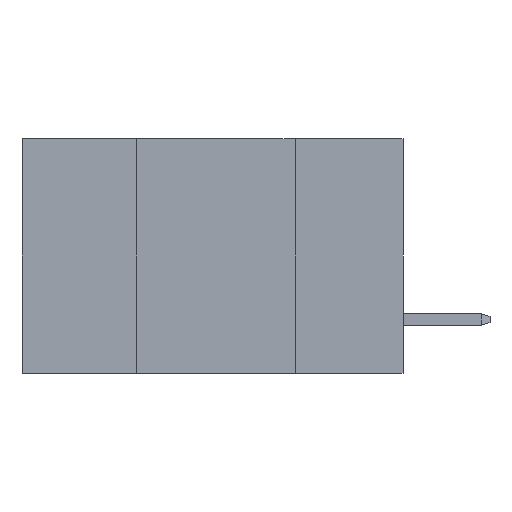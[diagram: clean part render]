
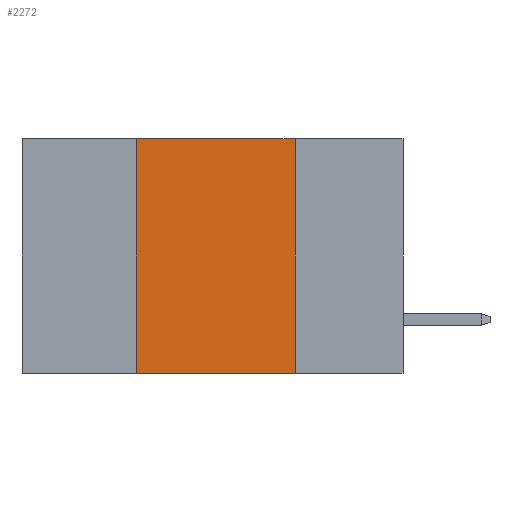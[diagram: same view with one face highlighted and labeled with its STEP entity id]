
A CAD part, left-side view. The second image highlights one B-rep face of the part: STEP entity #2272.
In plain terms, the highlighted planar face has unit normal (-1, 0, 0).
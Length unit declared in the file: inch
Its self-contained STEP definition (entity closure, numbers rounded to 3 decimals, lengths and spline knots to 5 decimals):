
#719 = LINE ( 'NONE', #13682, #20950 ) ;
#1491 = AXIS2_PLACEMENT_3D ( 'NONE', #17937, #28595, #18587 ) ;
#2222 = EDGE_CURVE ( 'NONE', #3952, #5476, #27793, .T. ) ;
#2272 = ADVANCED_FACE ( 'NONE', ( #3327 ), #30894, .F. ) ;
#3327 = FACE_OUTER_BOUND ( 'NONE', #14994, .T. ) ;
#3952 = VERTEX_POINT ( 'NONE', #25205 ) ;
#5476 = VERTEX_POINT ( 'NONE', #31432 ) ;
#7062 = EDGE_CURVE ( 'NONE', #21134, #5476, #719, .T. ) ;
#7111 = CARTESIAN_POINT ( 'NONE',  ( 0., 0.6, -0.37 ) ) ;
#9665 = DIRECTION ( 'NONE',  ( 0., -1., 0. ) ) ;
#9742 = DIRECTION ( 'NONE',  ( 0., -1., 0. ) ) ;
#11644 = VECTOR ( 'NONE', #9665, 39.37008 ) ;
#12700 = VECTOR ( 'NONE', #26839, 39.37008 ) ;
#12958 = ORIENTED_EDGE ( 'NONE', *, *, #19032, .F. ) ;
#13682 = CARTESIAN_POINT ( 'NONE',  ( 0., 0.17, 0. ) ) ;
#14203 = CARTESIAN_POINT ( 'NONE',  ( 0., 0.42, 0. ) ) ;
#14366 = LINE ( 'NONE', #14203, #12700 ) ;
#14994 = EDGE_LOOP ( 'NONE', ( #22463, #17759, #12958, #21589 ) ) ;
#16162 = CARTESIAN_POINT ( 'NONE',  ( 0., 0.42, 0. ) ) ;
#17064 = LINE ( 'NONE', #32001, #11644 ) ;
#17759 = ORIENTED_EDGE ( 'NONE', *, *, #28385, .F. ) ;
#17937 = CARTESIAN_POINT ( 'NONE',  ( 0., 0.6, 0. ) ) ;
#18587 = DIRECTION ( 'NONE',  ( 0., 0., -1. ) ) ;
#19032 = EDGE_CURVE ( 'NONE', #3952, #22346, #14366, .T. ) ;
#19320 = VECTOR ( 'NONE', #9742, 39.37008 ) ;
#20755 = DIRECTION ( 'NONE',  ( 0., 0., -1. ) ) ;
#20950 = VECTOR ( 'NONE', #20755, 39.37008 ) ;
#21134 = VERTEX_POINT ( 'NONE', #26436 ) ;
#21589 = ORIENTED_EDGE ( 'NONE', *, *, #2222, .T. ) ;
#22346 = VERTEX_POINT ( 'NONE', #16162 ) ;
#22463 = ORIENTED_EDGE ( 'NONE', *, *, #7062, .F. ) ;
#25205 = CARTESIAN_POINT ( 'NONE',  ( 0., 0.42, -0.37 ) ) ;
#26436 = CARTESIAN_POINT ( 'NONE',  ( 0., 0.17, 0. ) ) ;
#26839 = DIRECTION ( 'NONE',  ( 0., 0., 1. ) ) ;
#27793 = LINE ( 'NONE', #7111, #19320 ) ;
#28385 = EDGE_CURVE ( 'NONE', #22346, #21134, #17064, .T. ) ;
#28595 = DIRECTION ( 'NONE',  ( 1., 0., 0. ) ) ;
#30894 = PLANE ( 'NONE',  #1491 ) ;
#31432 = CARTESIAN_POINT ( 'NONE',  ( 0., 0.17, -0.37 ) ) ;
#32001 = CARTESIAN_POINT ( 'NONE',  ( 0., 0.6, 0. ) ) ;
